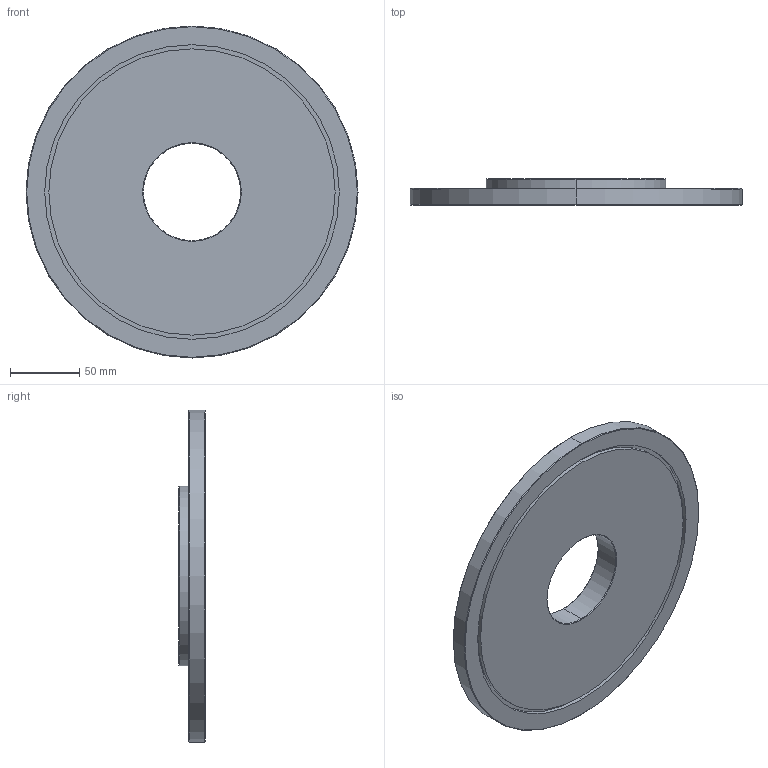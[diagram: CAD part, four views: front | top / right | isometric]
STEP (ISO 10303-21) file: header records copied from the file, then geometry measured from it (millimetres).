
FILE_DESCRIPTION (( 'STEP AP214' ), '1' );
FILE_NAME ('Hositrad_ISOA200-63D.STEP', '2020-05-07T14:49:15', ( '' ), ( '' ), 'SwSTEP 2.0', 'SolidWorks 2020', '' );
FILE_SCHEMA (( 'AUTOMOTIVE_DESIGN' ));
Length unit declared in the file: millimetre
Products named in the file (1): Hositrad_ISOA200-63D
Bounding box: 240 x 19 x 240 mm (x, y, z)
Volume: 493133.7 mm3; surface area: 105434.7 mm2
Topology: 1 solids, 1 shells, 48 faces, 104 edges, 58 vertices
Faces by surface type: cone 22, cylinder 20, plane 6
Entity records: 1376 total; most frequent: DIRECTION 248, CARTESIAN_POINT 203, ORIENTED_EDGE 192, AXIS2_PLACEMENT_3D 103, EDGE_CURVE 96, VERTEX_POINT 58, EDGE_LOOP 58, CIRCLE 54
